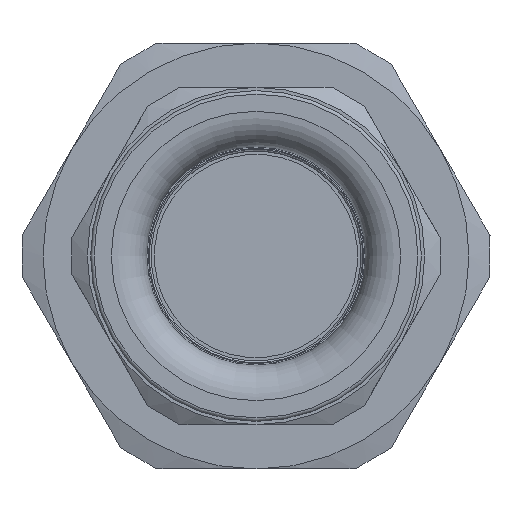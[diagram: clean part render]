
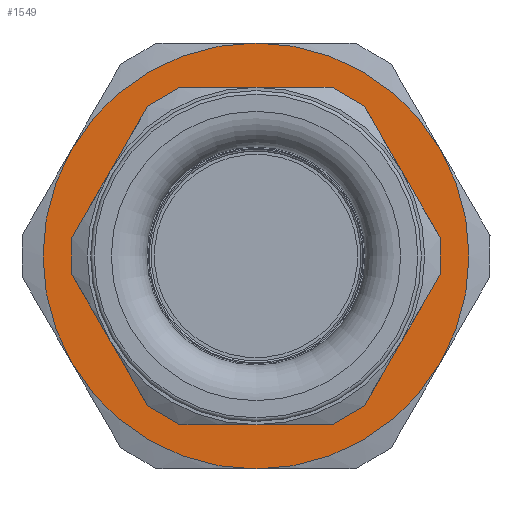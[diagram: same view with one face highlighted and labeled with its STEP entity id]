
A CAD part, left-side view. The second image highlights one B-rep face of the part: STEP entity #1549.
In plain terms, the highlighted planar face has unit normal (-1, 0, 0).
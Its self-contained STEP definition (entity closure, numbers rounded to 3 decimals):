
#218=PLANE('',#1784);
#251=FACE_BOUND('',#494,.T.);
#362=FACE_OUTER_BOUND('',#493,.T.);
#493=EDGE_LOOP('',(#1353,#1354,#1355,#1356,#1357,#1358));
#494=EDGE_LOOP('',(#1359));
#617=CIRCLE('',#1763,12.);
#618=CIRCLE('',#1765,12.);
#619=CIRCLE('',#1767,12.);
#620=CIRCLE('',#1769,12.);
#621=CIRCLE('',#1771,12.);
#627=CIRCLE('',#1783,12.);
#628=CIRCLE('',#1785,9.35);
#762=VERTEX_POINT('',#6530);
#769=VERTEX_POINT('',#6556);
#777=VERTEX_POINT('',#6583);
#783=VERTEX_POINT('',#6609);
#785=VERTEX_POINT('',#6622);
#791=VERTEX_POINT('',#6643);
#797=VERTEX_POINT('',#6695);
#989=EDGE_CURVE('',#777,#783,#617,.T.);
#990=EDGE_CURVE('',#791,#777,#618,.T.);
#991=EDGE_CURVE('',#783,#769,#619,.T.);
#992=EDGE_CURVE('',#785,#791,#620,.T.);
#993=EDGE_CURVE('',#769,#762,#621,.T.);
#999=EDGE_CURVE('',#762,#785,#627,.T.);
#1000=EDGE_CURVE('',#797,#797,#628,.T.);
#1353=ORIENTED_EDGE('',*,*,#990,.F.);
#1354=ORIENTED_EDGE('',*,*,#992,.F.);
#1355=ORIENTED_EDGE('',*,*,#999,.F.);
#1356=ORIENTED_EDGE('',*,*,#993,.F.);
#1357=ORIENTED_EDGE('',*,*,#991,.F.);
#1358=ORIENTED_EDGE('',*,*,#989,.F.);
#1359=ORIENTED_EDGE('',*,*,#1000,.T.);
#1549=ADVANCED_FACE('',(#362,#251),#218,.T.);
#1763=AXIS2_PLACEMENT_3D('',#6673,#2114,#2115);
#1765=AXIS2_PLACEMENT_3D('',#6675,#2118,#2119);
#1767=AXIS2_PLACEMENT_3D('',#6677,#2122,#2123);
#1769=AXIS2_PLACEMENT_3D('',#6679,#2126,#2127);
#1771=AXIS2_PLACEMENT_3D('',#6681,#2130,#2131);
#1783=AXIS2_PLACEMENT_3D('',#6693,#2154,#2155);
#1784=AXIS2_PLACEMENT_3D('',#6694,#2156,#2157);
#1785=AXIS2_PLACEMENT_3D('',#6696,#2158,#2159);
#2114=DIRECTION('center_axis',(1.,0.,0.));
#2115=DIRECTION('ref_axis',(0.,-1.,0.));
#2118=DIRECTION('center_axis',(1.,0.,0.));
#2119=DIRECTION('ref_axis',(0.,-1.,0.));
#2122=DIRECTION('center_axis',(1.,0.,0.));
#2123=DIRECTION('ref_axis',(0.,-1.,0.));
#2126=DIRECTION('center_axis',(1.,0.,0.));
#2127=DIRECTION('ref_axis',(0.,-1.,0.));
#2130=DIRECTION('center_axis',(1.,0.,0.));
#2131=DIRECTION('ref_axis',(0.,-1.,0.));
#2154=DIRECTION('center_axis',(1.,0.,0.));
#2155=DIRECTION('ref_axis',(0.,-1.,0.));
#2156=DIRECTION('center_axis',(-1.,0.,0.));
#2157=DIRECTION('ref_axis',(0.,0.,1.));
#2158=DIRECTION('center_axis',(1.,0.,0.));
#2159=DIRECTION('ref_axis',(0.,0.,-1.));
#6530=CARTESIAN_POINT('',(-21.,-10.392,-6.));
#6556=CARTESIAN_POINT('',(-21.,-10.392,6.));
#6583=CARTESIAN_POINT('',(-21.,10.392,6.));
#6609=CARTESIAN_POINT('',(-21.,0.,12.));
#6622=CARTESIAN_POINT('',(-21.,0.,-12.));
#6643=CARTESIAN_POINT('',(-21.,10.392,-6.));
#6673=CARTESIAN_POINT('Origin',(-21.,0.,0.));
#6675=CARTESIAN_POINT('Origin',(-21.,0.,0.));
#6677=CARTESIAN_POINT('Origin',(-21.,0.,0.));
#6679=CARTESIAN_POINT('Origin',(-21.,0.,0.));
#6681=CARTESIAN_POINT('Origin',(-21.,0.,0.));
#6693=CARTESIAN_POINT('Origin',(-21.,0.,0.));
#6694=CARTESIAN_POINT('Origin',(-21.,13.235,0.));
#6695=CARTESIAN_POINT('',(-21.,9.35,0.));
#6696=CARTESIAN_POINT('Origin',(-21.,0.,0.));
